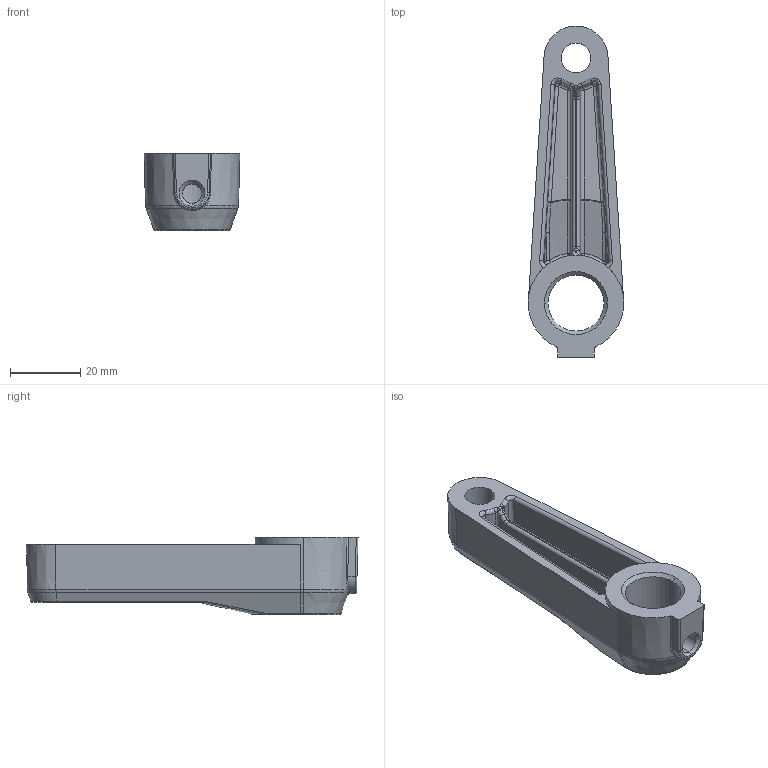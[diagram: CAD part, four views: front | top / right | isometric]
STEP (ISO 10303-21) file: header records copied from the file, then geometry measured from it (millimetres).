
FILE_DESCRIPTION (( 'STEP AP203' ), '1' );
FILE_NAME ('夾料座.STEP', '2018-09-17T03:25:00', ( 'soft' ), ( '' ), 'SwSTEP 2.0', 'SolidWorks 2018', '' );
FILE_SCHEMA (( 'CONFIG_CONTROL_DESIGN' ));
Length unit declared in the file: millimetre
Products named in the file (1): 夾料座
Bounding box: 27.36 x 94.81 x 22 mm (x, y, z)
Volume: 20663.1 mm3; surface area: 11548.5 mm2
Topology: 1 solids, 1 shells, 168 faces, 389 edges, 221 vertices
Faces by surface type: bspline 56, cylinder 27, torus 24, cone 21, plane 21, sphere 19
Entity records: 6086 total; most frequent: CARTESIAN_POINT 2621, ORIENTED_EDGE 760, DIRECTION 665, EDGE_CURVE 380, AXIS2_PLACEMENT_3D 297, VERTEX_POINT 215, CIRCLE 185, EDGE_LOOP 173
